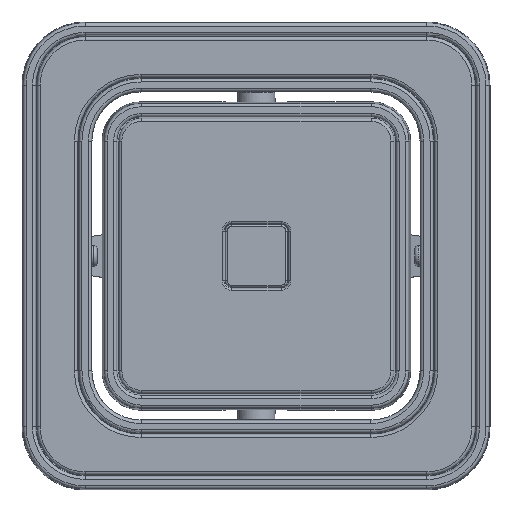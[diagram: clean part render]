
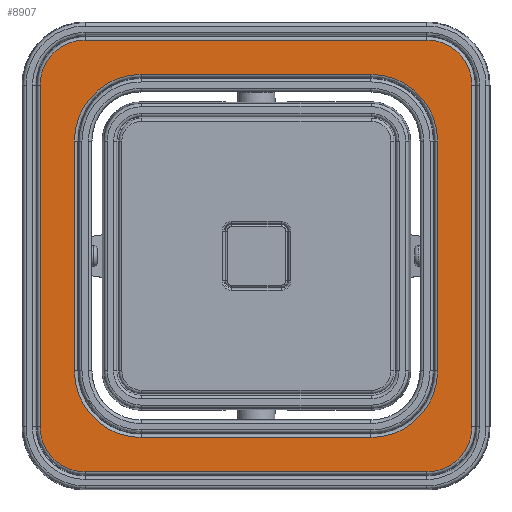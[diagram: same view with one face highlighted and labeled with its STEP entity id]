
A CAD part, top view. The second image highlights one B-rep face of the part: STEP entity #8907.
In plain terms, the highlighted planar face has unit normal (0, 0, 1).
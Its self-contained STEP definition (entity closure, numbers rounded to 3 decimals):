
#4990=FACE_BOUND('',#11313,.T.);
#4991=FACE_BOUND('',#11314,.T.);
#5298=PLANE('',#24205);
#6697=LINE('',#47345,#7764);
#6698=LINE('',#47353,#7765);
#6699=LINE('',#47361,#7766);
#6700=LINE('',#47367,#7767);
#6701=LINE('',#47373,#7768);
#6702=LINE('',#47381,#7769);
#6703=LINE('',#47389,#7770);
#6704=LINE('',#47397,#7771);
#7764=VECTOR('',#29009,1.);
#7765=VECTOR('',#29020,1.);
#7766=VECTOR('',#29031,1.);
#7767=VECTOR('',#29040,1.);
#7768=VECTOR('',#29047,1.);
#7769=VECTOR('',#29058,1.);
#7770=VECTOR('',#29069,1.);
#7771=VECTOR('',#29080,1.);
#8907=ADVANCED_FACE('',(#4990,#4991),#5298,.T.);
#11313=EDGE_LOOP('',(#16867,#16868,#16869,#16870,#16871,#16872,#16873,#16874));
#11314=EDGE_LOOP('',(#16875,#16876,#16877,#16878,#16879,#16880,#16881,#16882));
#16867=ORIENTED_EDGE('',*,*,#21312,.F.);
#16868=ORIENTED_EDGE('',*,*,#21314,.F.);
#16869=ORIENTED_EDGE('',*,*,#21315,.F.);
#16870=ORIENTED_EDGE('',*,*,#21301,.F.);
#16871=ORIENTED_EDGE('',*,*,#21304,.F.);
#16872=ORIENTED_EDGE('',*,*,#21306,.F.);
#16873=ORIENTED_EDGE('',*,*,#21308,.F.);
#16874=ORIENTED_EDGE('',*,*,#21310,.F.);
#16875=ORIENTED_EDGE('',*,*,#21324,.F.);
#16876=ORIENTED_EDGE('',*,*,#21326,.F.);
#16877=ORIENTED_EDGE('',*,*,#21328,.F.);
#16878=ORIENTED_EDGE('',*,*,#21330,.F.);
#16879=ORIENTED_EDGE('',*,*,#21331,.F.);
#16880=ORIENTED_EDGE('',*,*,#21318,.F.);
#16881=ORIENTED_EDGE('',*,*,#21320,.F.);
#16882=ORIENTED_EDGE('',*,*,#21322,.F.);
#18532=VERTEX_POINT('',#47338);
#18533=VERTEX_POINT('',#47340);
#18534=VERTEX_POINT('',#47344);
#18535=VERTEX_POINT('',#47348);
#18536=VERTEX_POINT('',#47352);
#18537=VERTEX_POINT('',#47356);
#18538=VERTEX_POINT('',#47360);
#18539=VERTEX_POINT('',#47364);
#18540=VERTEX_POINT('',#47370);
#18541=VERTEX_POINT('',#47372);
#18542=VERTEX_POINT('',#47376);
#18543=VERTEX_POINT('',#47380);
#18544=VERTEX_POINT('',#47384);
#18545=VERTEX_POINT('',#47388);
#18546=VERTEX_POINT('',#47392);
#18547=VERTEX_POINT('',#47396);
#21301=EDGE_CURVE('',#18532,#18533,#22275,.T.);
#21304=EDGE_CURVE('',#18534,#18532,#6697,.T.);
#21306=EDGE_CURVE('',#18535,#18534,#22279,.T.);
#21308=EDGE_CURVE('',#18536,#18535,#6698,.T.);
#21310=EDGE_CURVE('',#18537,#18536,#22282,.T.);
#21312=EDGE_CURVE('',#18538,#18537,#6699,.T.);
#21314=EDGE_CURVE('',#18539,#18538,#22285,.T.);
#21315=EDGE_CURVE('',#18533,#18539,#6700,.T.);
#21318=EDGE_CURVE('',#18541,#18540,#6701,.T.);
#21320=EDGE_CURVE('',#18542,#18541,#22289,.T.);
#21322=EDGE_CURVE('',#18543,#18542,#6702,.T.);
#21324=EDGE_CURVE('',#18544,#18543,#22292,.T.);
#21326=EDGE_CURVE('',#18545,#18544,#6703,.T.);
#21328=EDGE_CURVE('',#18546,#18545,#22295,.T.);
#21330=EDGE_CURVE('',#18547,#18546,#6704,.T.);
#21331=EDGE_CURVE('',#18540,#18547,#22297,.T.);
#22275=CIRCLE('',#24166,10.735);
#22279=CIRCLE('',#24172,10.735);
#22282=CIRCLE('',#24177,10.735);
#22285=CIRCLE('',#24182,10.735);
#22289=CIRCLE('',#24189,7.265);
#22292=CIRCLE('',#24194,7.265);
#22295=CIRCLE('',#24199,7.265);
#22297=CIRCLE('',#24203,7.265);
#24166=AXIS2_PLACEMENT_3D('',#47339,#29001,#29002);
#24172=AXIS2_PLACEMENT_3D('',#47349,#29014,#29015);
#24177=AXIS2_PLACEMENT_3D('',#47357,#29025,#29026);
#24182=AXIS2_PLACEMENT_3D('',#47365,#29036,#29037);
#24189=AXIS2_PLACEMENT_3D('',#47377,#29052,#29053);
#24194=AXIS2_PLACEMENT_3D('',#47385,#29063,#29064);
#24199=AXIS2_PLACEMENT_3D('',#47393,#29074,#29075);
#24203=AXIS2_PLACEMENT_3D('',#47399,#29083,#29084);
#24205=AXIS2_PLACEMENT_3D('',#47401,#29087,#29088);
#29001=DIRECTION('',(0.,0.,1.));
#29002=DIRECTION('',(0.,1.,0.));
#29009=DIRECTION('',(-1.,0.,0.));
#29014=DIRECTION('',(0.,0.,1.));
#29015=DIRECTION('',(1.,0.,0.));
#29020=DIRECTION('',(0.,1.,0.));
#29025=DIRECTION('',(0.,0.,1.));
#29026=DIRECTION('',(0.,-1.,0.));
#29031=DIRECTION('',(1.,0.,0.));
#29036=DIRECTION('',(0.,0.,1.));
#29037=DIRECTION('',(-1.,0.,0.));
#29040=DIRECTION('',(0.,-1.,0.));
#29047=DIRECTION('',(0.,1.,0.));
#29052=DIRECTION('',(0.,0.,-1.));
#29053=DIRECTION('',(0.,-1.,0.));
#29058=DIRECTION('',(-1.,0.,0.));
#29063=DIRECTION('',(0.,0.,-1.));
#29064=DIRECTION('',(1.,0.,0.));
#29069=DIRECTION('',(0.,-1.,0.));
#29074=DIRECTION('',(0.,0.,-1.));
#29075=DIRECTION('',(0.,1.,0.));
#29080=DIRECTION('',(1.,0.,0.));
#29083=DIRECTION('',(0.,0.,-1.));
#29084=DIRECTION('',(-1.,0.,0.));
#29087=DIRECTION('',(0.,0.,1.));
#29088=DIRECTION('',(-1.,0.,0.));
#47338=CARTESIAN_POINT('',(-18.5,29.235,0.));
#47339=CARTESIAN_POINT('',(-18.5,18.5,0.));
#47340=CARTESIAN_POINT('',(-29.235,18.5,0.));
#47344=CARTESIAN_POINT('',(18.5,29.235,0.));
#47345=CARTESIAN_POINT('',(0.,29.235,0.));
#47348=CARTESIAN_POINT('',(29.235,18.5,0.));
#47349=CARTESIAN_POINT('',(18.5,18.5,0.));
#47352=CARTESIAN_POINT('',(29.235,-18.5,0.));
#47353=CARTESIAN_POINT('',(29.235,0.,0.));
#47356=CARTESIAN_POINT('',(18.5,-29.235,0.));
#47357=CARTESIAN_POINT('',(18.5,-18.5,0.));
#47360=CARTESIAN_POINT('',(-18.5,-29.235,0.));
#47361=CARTESIAN_POINT('',(0.,-29.235,0.));
#47364=CARTESIAN_POINT('',(-29.235,-18.5,0.));
#47365=CARTESIAN_POINT('',(-18.5,-18.5,0.));
#47367=CARTESIAN_POINT('',(-29.235,0.,0.));
#47370=CARTESIAN_POINT('',(-34.765,27.5,0.));
#47372=CARTESIAN_POINT('',(-34.765,-27.5,0.));
#47373=CARTESIAN_POINT('',(-34.765,0.,0.));
#47376=CARTESIAN_POINT('',(-27.5,-34.765,0.));
#47377=CARTESIAN_POINT('',(-27.5,-27.5,0.));
#47380=CARTESIAN_POINT('',(27.5,-34.765,0.));
#47381=CARTESIAN_POINT('',(0.,-34.765,0.));
#47384=CARTESIAN_POINT('',(34.765,-27.5,0.));
#47385=CARTESIAN_POINT('',(27.5,-27.5,0.));
#47388=CARTESIAN_POINT('',(34.765,27.5,0.));
#47389=CARTESIAN_POINT('',(34.765,0.,0.));
#47392=CARTESIAN_POINT('',(27.5,34.765,0.));
#47393=CARTESIAN_POINT('',(27.5,27.5,0.));
#47396=CARTESIAN_POINT('',(-27.5,34.765,0.));
#47397=CARTESIAN_POINT('',(0.,34.765,0.));
#47399=CARTESIAN_POINT('',(-27.5,27.5,0.));
#47401=CARTESIAN_POINT('',(0.,0.,0.));
